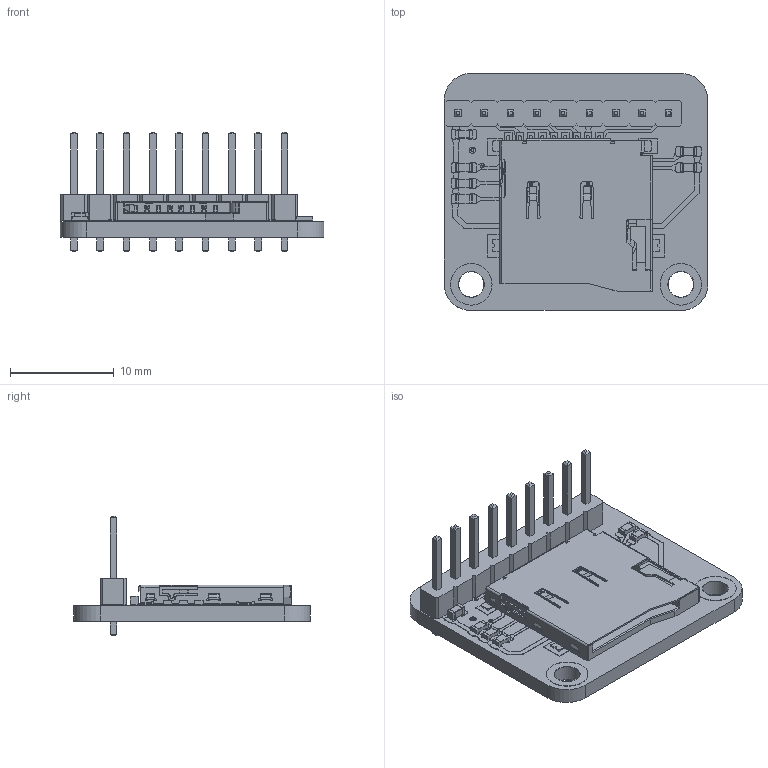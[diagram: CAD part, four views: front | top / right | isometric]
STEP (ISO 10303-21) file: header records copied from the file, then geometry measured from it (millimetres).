
FILE_DESCRIPTION(('KiCad electronic assembly'),'2;1');
FILE_NAME('MICRO-SD-CARD.step','2025-07-14T11:35:23',('Pcbnew'),('Kicad' ),'Open CASCADE STEP processor 7.8','KiCad to STEP converter', 'Unknown');
FILE_SCHEMA(('AUTOMOTIVE_DESIGN { 1 0 10303 214 1 1 1 1 }'));
Length unit declared in the file: millimetre
Products named in the file (7): MICRO-SD-CARD 1; R_0603_1608Metric; C_0603_1608Metric; ST-TF-003A--3DModel-STEP-56544; PinHeader_1x09_P2.54mm_Vertical; PCBCUPID-MICRO-SD-CARD_copper; PCBCUPID-MICRO-SD-CARD_PCB
Assembly tree (10 placements, depth 2):
  MICRO-SD-CARD 1
    R_0603_1608Metric  x5
    C_0603_1608Metric
    ST-TF-003A--3DModel-STEP-56544
    PinHeader_1x09_P2.54mm_Vertical
    PCBCUPID-MICRO-SD-CARD_copper
    PCBCUPID-MICRO-SD-CARD_PCB
Bounding box: 25.44 x 22.86 x 11.54 mm (x, y, z)
Volume: 1227.9 mm3; surface area: 3473.1 mm2
Topology: 42 solids, 42 shells, 2226 faces, 5703 edges, 3591 vertices
Faces by surface type: plane 1650, cylinder 514, torus 48, bspline 10, cone 4
Full cylindrical faces by diameter (mm): 0.25 x5, 0.3 x5, 0.6 x6, 0.9 x2, 0.95 x9, 1 x18, 1.7 x16, 2.45 x2, 2.5 x4, 4 x4
Entity records: 69121 total; most frequent: CARTESIAN_POINT 14929, ORIENTED_EDGE 10862, DIRECTION 10546, EDGE_CURVE 5431, LINE 4322, VECTOR 4322, VERTEX_POINT 3415, AXIS2_PLACEMENT_3D 3112
